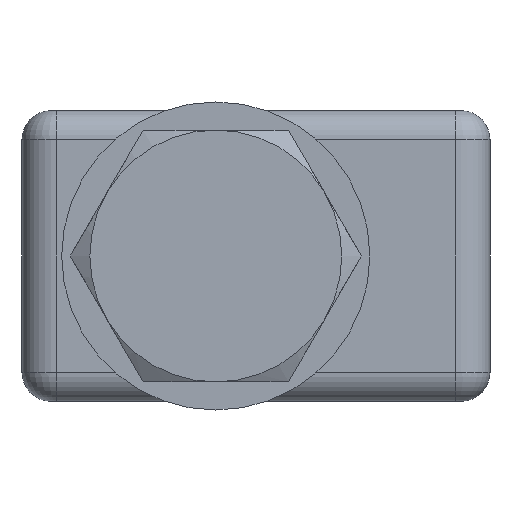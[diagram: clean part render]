
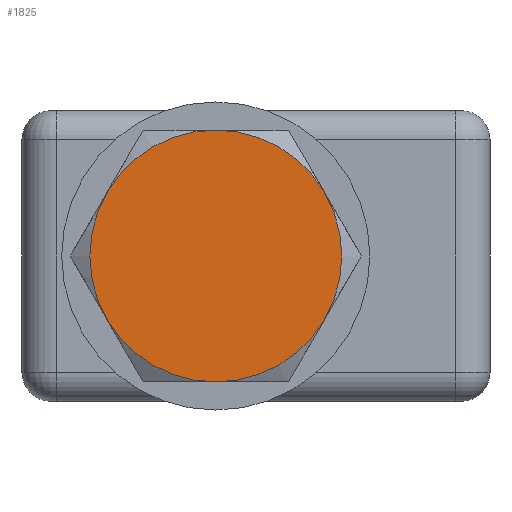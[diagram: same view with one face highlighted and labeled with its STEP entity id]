
A CAD part, front view. The second image highlights one B-rep face of the part: STEP entity #1825.
In plain terms, the highlighted face is planar.
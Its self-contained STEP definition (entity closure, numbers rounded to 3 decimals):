
#6 = DIRECTION ( 'NONE',  ( 0., 1., 0. ) ) ;
#85 = EDGE_CURVE ( 'NONE', #2481, #1850, #1285, .T. ) ;
#125 = DIRECTION ( 'NONE',  ( 0., 1., 0. ) ) ;
#158 = AXIS2_PLACEMENT_3D ( 'NONE', #1217, #614, #230 ) ;
#191 = AXIS2_PLACEMENT_3D ( 'NONE', #1800, #1194, #6 ) ;
#214 = EDGE_CURVE ( 'NONE', #1660, #843, #1201, .T. ) ;
#230 = DIRECTION ( 'NONE',  ( 0., 1., 0. ) ) ;
#235 = DIRECTION ( 'NONE',  ( 1., 0., 0. ) ) ;
#252 = AXIS2_PLACEMENT_3D ( 'NONE', #1287, #318, #305 ) ;
#283 = ORIENTED_EDGE ( 'NONE', *, *, #978, .F. ) ;
#305 = DIRECTION ( 'NONE',  ( 0., 1., 0. ) ) ;
#312 = EDGE_CURVE ( 'NONE', #1850, #1660, #911, .T. ) ;
#318 = DIRECTION ( 'NONE',  ( 1., 0., 0. ) ) ;
#345 = CARTESIAN_POINT ( 'NONE',  ( -5.68, 5.629, -3.25 ) ) ;
#400 = ORIENTED_EDGE ( 'NONE', *, *, #85, .F. ) ;
#614 = DIRECTION ( 'NONE',  ( 1., 0., 0. ) ) ;
#699 = CARTESIAN_POINT ( 'NONE',  ( -5.68, 0., 0. ) ) ;
#741 = VERTEX_POINT ( 'NONE', #2531 ) ;
#813 = DIRECTION ( 'NONE',  ( 0., 1., 0. ) ) ;
#843 = VERTEX_POINT ( 'NONE', #1245 ) ;
#857 = AXIS2_PLACEMENT_3D ( 'NONE', #1427, #235, #1089 ) ;
#911 = CIRCLE ( 'NONE', #2236, 6.5 ) ;
#912 = ORIENTED_EDGE ( 'NONE', *, *, #312, .F. ) ;
#956 = AXIS2_PLACEMENT_3D ( 'NONE', #699, #2466, #1259 ) ;
#978 = EDGE_CURVE ( 'NONE', #1313, #2481, #2355, .T. ) ;
#986 = EDGE_LOOP ( 'NONE', ( #400, #283, #1025, #1620, #2529, #912 ) ) ;
#1025 = ORIENTED_EDGE ( 'NONE', *, *, #1792, .F. ) ;
#1069 = EDGE_CURVE ( 'NONE', #843, #741, #2413, .T. ) ;
#1089 = DIRECTION ( 'NONE',  ( 0., 1., 0. ) ) ;
#1194 = DIRECTION ( 'NONE',  ( 1., 0., 0. ) ) ;
#1201 = CIRCLE ( 'NONE', #158, 6.5 ) ;
#1217 = CARTESIAN_POINT ( 'NONE',  ( -5.68, 0., 0. ) ) ;
#1245 = CARTESIAN_POINT ( 'NONE',  ( -5.68, 5.629, 3.25 ) ) ;
#1259 = DIRECTION ( 'NONE',  ( 0., 1., 0. ) ) ;
#1285 = CIRCLE ( 'NONE', #2360, 6.5 ) ;
#1287 = CARTESIAN_POINT ( 'NONE',  ( -5.68, 0., 0. ) ) ;
#1292 = DIRECTION ( 'NONE',  ( 1., 0., 0. ) ) ;
#1313 = VERTEX_POINT ( 'NONE', #2391 ) ;
#1427 = CARTESIAN_POINT ( 'NONE',  ( -5.68, 0., 0. ) ) ;
#1571 = CARTESIAN_POINT ( 'NONE',  ( -5.68, -5.629, -3.25 ) ) ;
#1585 = DIRECTION ( 'NONE',  ( 1., 0., 0. ) ) ;
#1620 = ORIENTED_EDGE ( 'NONE', *, *, #1069, .F. ) ;
#1660 = VERTEX_POINT ( 'NONE', #345 ) ;
#1719 = CARTESIAN_POINT ( 'NONE',  ( -5.68, 0., 0. ) ) ;
#1792 = EDGE_CURVE ( 'NONE', #741, #1313, #2217, .T. ) ;
#1800 = CARTESIAN_POINT ( 'NONE',  ( -5.68, 0., 0. ) ) ;
#1825 = ADVANCED_FACE ( 'NONE', ( #2077 ), #2253, .F. ) ;
#1850 = VERTEX_POINT ( 'NONE', #2101 ) ;
#2077 = FACE_OUTER_BOUND ( 'NONE', #986, .T. ) ;
#2101 = CARTESIAN_POINT ( 'NONE',  ( -5.68, 0., -6.5 ) ) ;
#2217 = CIRCLE ( 'NONE', #191, 6.5 ) ;
#2236 = AXIS2_PLACEMENT_3D ( 'NONE', #2378, #1585, #813 ) ;
#2253 = PLANE ( 'NONE',  #956 ) ;
#2355 = CIRCLE ( 'NONE', #252, 6.5 ) ;
#2360 = AXIS2_PLACEMENT_3D ( 'NONE', #1719, #1292, #125 ) ;
#2378 = CARTESIAN_POINT ( 'NONE',  ( -5.68, 0., 0. ) ) ;
#2391 = CARTESIAN_POINT ( 'NONE',  ( -5.68, -5.629, 3.25 ) ) ;
#2413 = CIRCLE ( 'NONE', #857, 6.5 ) ;
#2466 = DIRECTION ( 'NONE',  ( 1., 0., 0. ) ) ;
#2481 = VERTEX_POINT ( 'NONE', #1571 ) ;
#2529 = ORIENTED_EDGE ( 'NONE', *, *, #214, .F. ) ;
#2531 = CARTESIAN_POINT ( 'NONE',  ( -5.68, 0., 6.5 ) ) ;
